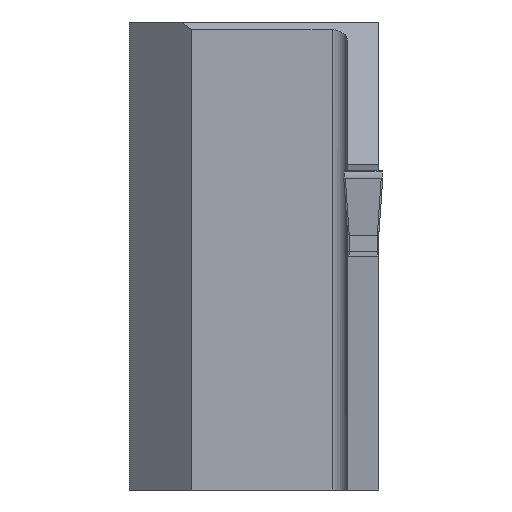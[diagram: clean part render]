
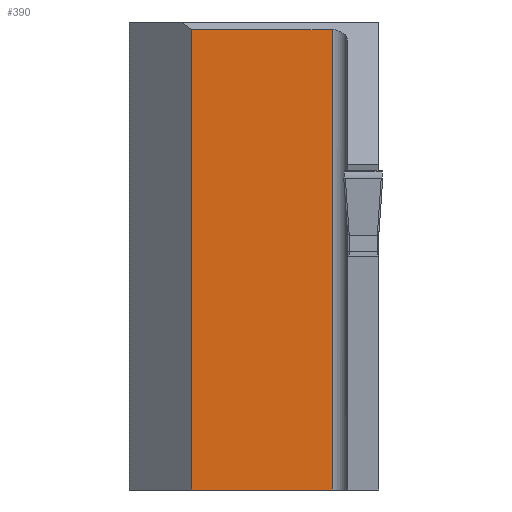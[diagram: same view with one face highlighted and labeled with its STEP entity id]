
A CAD part, left-side view. The second image highlights one B-rep face of the part: STEP entity #390.
In plain terms, the highlighted planar face has unit normal (-1, 0, 0).
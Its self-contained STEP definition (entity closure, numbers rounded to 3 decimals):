
#390=ADVANCED_FACE('',(#466),#425,.F.);
#425=PLANE('',#1166);
#466=FACE_OUTER_BOUND('',#508,.T.);
#508=EDGE_LOOP('',(#694,#695,#696,#697));
#694=ORIENTED_EDGE('',*,*,#926,.T.);
#695=ORIENTED_EDGE('',*,*,#906,.T.);
#696=ORIENTED_EDGE('',*,*,#927,.F.);
#697=ORIENTED_EDGE('',*,*,#921,.T.);
#811=VERTEX_POINT('',#1597);
#812=VERTEX_POINT('',#1599);
#823=VERTEX_POINT('',#1627);
#824=VERTEX_POINT('',#1629);
#906=EDGE_CURVE('',#812,#811,#1000,.T.);
#921=EDGE_CURVE('',#824,#823,#1013,.T.);
#926=EDGE_CURVE('',#823,#812,#1018,.T.);
#927=EDGE_CURVE('',#824,#811,#1019,.T.);
#1000=LINE('',#1598,#1092);
#1013=LINE('',#1628,#1105);
#1018=LINE('',#1636,#1110);
#1019=LINE('',#1637,#1111);
#1092=VECTOR('',#1319,1.);
#1105=VECTOR('',#1342,1.);
#1110=VECTOR('',#1351,1.);
#1111=VECTOR('',#1352,1.);
#1166=AXIS2_PLACEMENT_3D('',#1638,#1353,#1354);
#1319=DIRECTION('',(0.,1.,0.));
#1342=DIRECTION('',(0.,-1.,0.));
#1351=DIRECTION('',(0.,0.,1.));
#1352=DIRECTION('',(0.,0.,1.));
#1353=DIRECTION('',(1.,0.,0.));
#1354=DIRECTION('',(0.,0.,-1.));
#1597=CARTESIAN_POINT('',(16.,12.,9.511));
#1598=CARTESIAN_POINT('',(16.,16.,9.511));
#1599=CARTESIAN_POINT('',(16.,3.,9.511));
#1627=CARTESIAN_POINT('',(16.,3.,-20.));
#1628=CARTESIAN_POINT('',(16.,16.,-20.));
#1629=CARTESIAN_POINT('',(16.,12.,-20.));
#1636=CARTESIAN_POINT('',(16.,3.,-20.));
#1637=CARTESIAN_POINT('',(16.,12.,-20.));
#1638=CARTESIAN_POINT('',(16.,16.,-20.));
